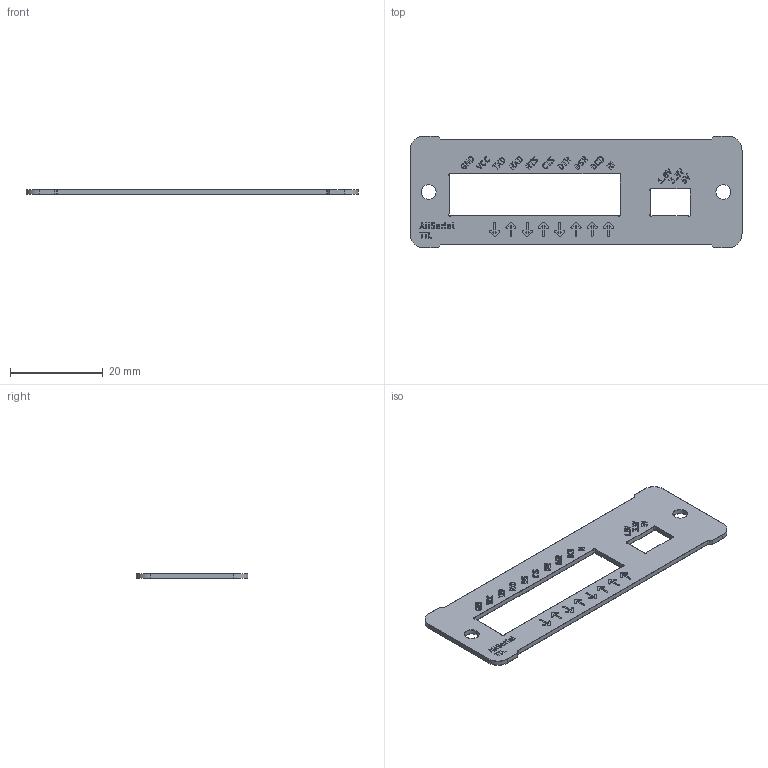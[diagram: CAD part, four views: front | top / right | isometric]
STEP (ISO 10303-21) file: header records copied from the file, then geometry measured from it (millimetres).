
FILE_DESCRIPTION(('KiCad electronic assembly'),'2;1');
FILE_NAME('AllSerial TTL.step','2025-07-10T00:03:18',('Pcbnew'),('Kicad' ),'Open CASCADE STEP processor 7.8','KiCad to STEP converter', 'Unknown');
FILE_SCHEMA(('AUTOMOTIVE_DESIGN { 1 0 10303 214 1 1 1 1 }'));
Length unit declared in the file: millimetre
Products named in the file (5): AllSerial TTL 1; AllSerial TTL_copper; AllSerial TTL_silkscreen; AllSerial TTL_soldermask; AllSerial TTL_PCB
Assembly tree (4 placements, depth 2):
  AllSerial TTL 1
    AllSerial TTL_copper
    AllSerial TTL_silkscreen
    AllSerial TTL_soldermask
    AllSerial TTL_PCB
Bounding box: 71.5 x 24 x 1.12 mm (x, y, z)
Volume: 1227.9 mm3; surface area: 5217.5 mm2
Topology: 71 solids, 117 shells, 1414 faces, 5459 edges, 4233 vertices
Faces by surface type: plane 1089, cylinder 325
Full cylindrical faces by diameter (mm): 3.2 x2
Entity records: 58687 total; most frequent: CARTESIAN_POINT 11111, DIRECTION 9361, ORIENTED_EDGE 9137, EDGE_CURVE 5459, LINE 4395, VECTOR 4395, VERTEX_POINT 4233, AXIS2_PLACEMENT_3D 2483
